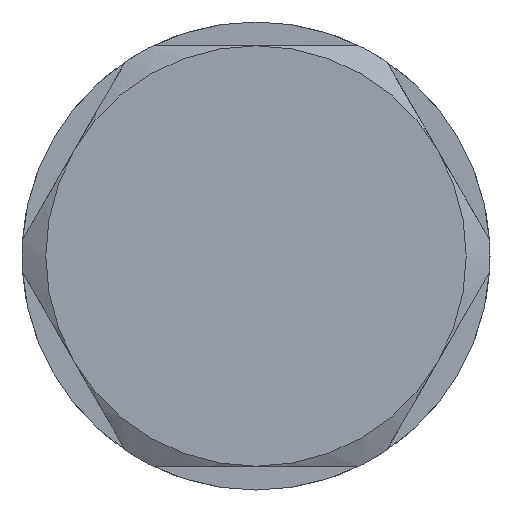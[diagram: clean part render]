
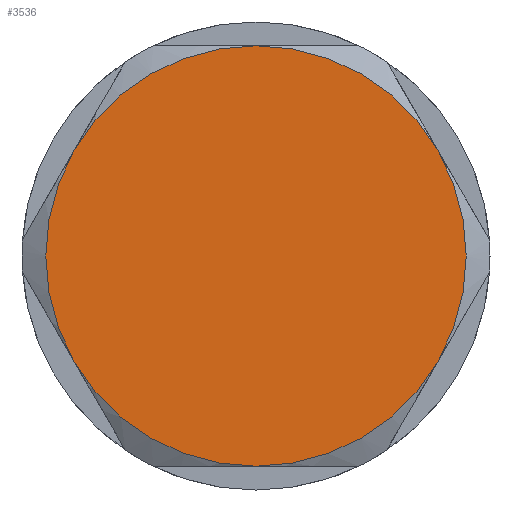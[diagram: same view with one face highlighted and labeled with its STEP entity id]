
A CAD part, left-side view. The second image highlights one B-rep face of the part: STEP entity #3536.
In plain terms, the highlighted planar face has unit normal (-1, 0, 0).
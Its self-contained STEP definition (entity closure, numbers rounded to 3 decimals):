
#1449 = CIRCLE ( 'NONE', #10680, 14.285 ) ;
#1460 = CIRCLE ( 'NONE', #10679, 14.285 ) ;
#1464 = CIRCLE ( 'NONE', #10683, 14.285 ) ;
#1466 = CIRCLE ( 'NONE', #10686, 14.285 ) ;
#1467 = CIRCLE ( 'NONE', #10682, 14.285 ) ;
#1468 = CIRCLE ( 'NONE', #10684, 14.285 ) ;
#2344 = CARTESIAN_POINT ( 'NONE',  ( 0., 0., 0. ) ) ;
#2345 = DIRECTION ( 'NONE',  ( -1., 0., 0. ) ) ;
#2346 = DIRECTION ( 'NONE',  ( 0., 0., 1. ) ) ;
#2347 = CARTESIAN_POINT ( 'NONE',  ( 0., 0., 0. ) ) ;
#2348 = DIRECTION ( 'NONE',  ( -1., 0., 0. ) ) ;
#2349 = DIRECTION ( 'NONE',  ( 0., 0., 1. ) ) ;
#2363 = CARTESIAN_POINT ( 'NONE',  ( 0., 0., 0. ) ) ;
#2364 = DIRECTION ( 'NONE',  ( -1., 0., 0. ) ) ;
#2365 = DIRECTION ( 'NONE',  ( 0., 0., 1. ) ) ;
#2377 = CARTESIAN_POINT ( 'NONE',  ( 0., 0., 0. ) ) ;
#2378 = DIRECTION ( 'NONE',  ( -1., 0., 0. ) ) ;
#2379 = DIRECTION ( 'NONE',  ( 0., 0., 1. ) ) ;
#2382 = CARTESIAN_POINT ( 'NONE',  ( 0., 0., 0. ) ) ;
#2383 = DIRECTION ( 'NONE',  ( -1., 0., 0. ) ) ;
#2384 = DIRECTION ( 'NONE',  ( 0., 0., 1. ) ) ;
#2393 = CARTESIAN_POINT ( 'NONE',  ( 0., 0., 0. ) ) ;
#2394 = DIRECTION ( 'NONE',  ( -1., 0., 0. ) ) ;
#2395 = DIRECTION ( 'NONE',  ( 0., 0., 1. ) ) ;
#2801 = VERTEX_POINT ( 'NONE', #3922 ) ;
#2876 = VERTEX_POINT ( 'NONE', #9154 ) ;
#2880 = VERTEX_POINT ( 'NONE', #4001 ) ;
#2895 = VERTEX_POINT ( 'NONE', #9137 ) ;
#2920 = VERTEX_POINT ( 'NONE', #9151 ) ;
#2948 = VERTEX_POINT ( 'NONE', #3787 ) ;
#3536 = ADVANCED_FACE ( 'NONE', ( #5410 ), #5716, .F. ) ;
#3787 = CARTESIAN_POINT ( 'NONE',  ( 0., -12.371, -7.142 ) ) ;
#3849 = ORIENTED_EDGE ( 'NONE', *, *, #4601, .T. ) ;
#3853 = ORIENTED_EDGE ( 'NONE', *, *, #4602, .T. ) ;
#3857 = ORIENTED_EDGE ( 'NONE', *, *, #4609, .T. ) ;
#3858 = ORIENTED_EDGE ( 'NONE', *, *, #4608, .T. ) ;
#3869 = ORIENTED_EDGE ( 'NONE', *, *, #4612, .T. ) ;
#3872 = ORIENTED_EDGE ( 'NONE', *, *, #4605, .T. ) ;
#3922 = CARTESIAN_POINT ( 'NONE',  ( 0., 12.371, -7.143 ) ) ;
#4001 = CARTESIAN_POINT ( 'NONE',  ( 0., -12.371, 7.142 ) ) ;
#4601 = EDGE_CURVE ( 'NONE', #2948, #2880, #1460, .T. ) ;
#4602 = EDGE_CURVE ( 'NONE', #2801, #2895, #1449, .T. ) ;
#4605 = EDGE_CURVE ( 'NONE', #2876, #2801, #1467, .T. ) ;
#4608 = EDGE_CURVE ( 'NONE', #2920, #2876, #1464, .T. ) ;
#4609 = EDGE_CURVE ( 'NONE', #2895, #2948, #1468, .T. ) ;
#4612 = EDGE_CURVE ( 'NONE', #2880, #2920, #1466, .T. ) ;
#4694 = AXIS2_PLACEMENT_3D ( 'NONE', #5714, #5719, #5720 ) ;
#5410 = FACE_OUTER_BOUND ( 'NONE', #6837, .T. ) ;
#5714 = CARTESIAN_POINT ( 'NONE',  ( 0., 0., 0. ) ) ;
#5716 = PLANE ( 'NONE',  #4694 ) ;
#5719 = DIRECTION ( 'NONE',  ( 1., 0., 0. ) ) ;
#5720 = DIRECTION ( 'NONE',  ( 0., 0., -1. ) ) ;
#6837 = EDGE_LOOP ( 'NONE', ( #3853, #3857, #3849, #3869, #3858, #3872 ) ) ;
#9137 = CARTESIAN_POINT ( 'NONE',  ( 0., 0., -14.285 ) ) ;
#9151 = CARTESIAN_POINT ( 'NONE',  ( 0., 0., 14.285 ) ) ;
#9154 = CARTESIAN_POINT ( 'NONE',  ( 0., 12.371, 7.143 ) ) ;
#10679 = AXIS2_PLACEMENT_3D ( 'NONE', #2344, #2345, #2346 ) ;
#10680 = AXIS2_PLACEMENT_3D ( 'NONE', #2347, #2348, #2349 ) ;
#10682 = AXIS2_PLACEMENT_3D ( 'NONE', #2363, #2364, #2365 ) ;
#10683 = AXIS2_PLACEMENT_3D ( 'NONE', #2377, #2378, #2379 ) ;
#10684 = AXIS2_PLACEMENT_3D ( 'NONE', #2382, #2383, #2384 ) ;
#10686 = AXIS2_PLACEMENT_3D ( 'NONE', #2393, #2394, #2395 ) ;
